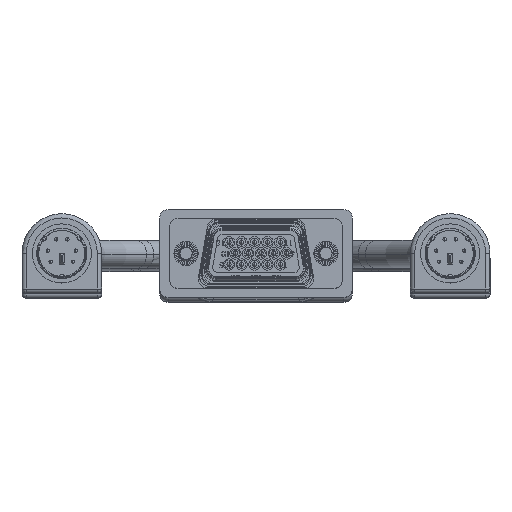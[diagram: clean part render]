
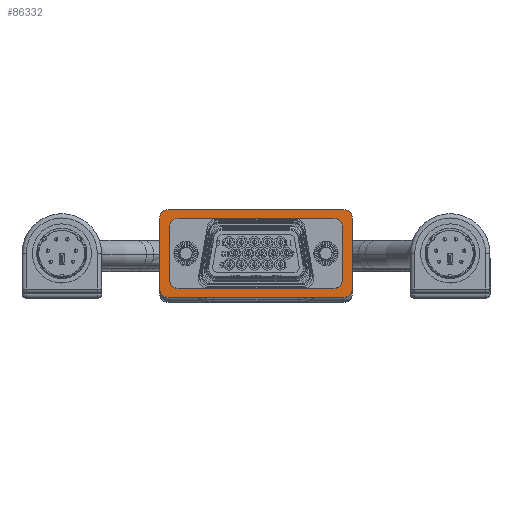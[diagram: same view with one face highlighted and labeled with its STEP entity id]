
A CAD part, top view. The second image highlights one B-rep face of the part: STEP entity #86332.
In plain terms, the highlighted face is planar.
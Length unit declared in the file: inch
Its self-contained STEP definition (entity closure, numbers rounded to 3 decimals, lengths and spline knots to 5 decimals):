
#716 = CARTESIAN_POINT ( 'NONE',  ( -0.6075, 0.188, -0.6975 ) ) ;
#1126 = DIRECTION ( 'NONE',  ( 0., 0., -1. ) ) ;
#2937 = VERTEX_POINT ( 'NONE', #70499 ) ;
#3092 = LINE ( 'NONE', #34049, #68934 ) ;
#4067 = FACE_OUTER_BOUND ( 'NONE', #29132, .T. ) ;
#4541 = EDGE_CURVE ( 'NONE', #64128, #2937, #51317, .T. ) ;
#5235 = VECTOR ( 'NONE', #16417, 39.37008 ) ;
#5369 = DIRECTION ( 'NONE',  ( -1., 0., 0. ) ) ;
#6158 = CARTESIAN_POINT ( 'NONE',  ( -0.5475, 0.248, -0.6975 ) ) ;
#6680 = CARTESIAN_POINT ( 'NONE',  ( 0.6075, 0.188, -0.6975 ) ) ;
#7365 = ORIENTED_EDGE ( 'NONE', *, *, #24293, .T. ) ;
#7435 = DIRECTION ( 'NONE',  ( 0., 1., 0. ) ) ;
#7485 = CARTESIAN_POINT ( 'NONE',  ( -0.6785, -0.2485, -0.6975 ) ) ;
#8410 = CARTESIAN_POINT ( 'NONE',  ( 0.6185, 0.2485, -0.6975 ) ) ;
#8726 = VERTEX_POINT ( 'NONE', #33717 ) ;
#8894 = CIRCLE ( 'NONE', #70186, 0.06 ) ;
#10011 = DIRECTION ( 'NONE',  ( -1., 0., 0. ) ) ;
#10441 = CARTESIAN_POINT ( 'NONE',  ( 0.5475, 0.248, -0.6975 ) ) ;
#10496 = VERTEX_POINT ( 'NONE', #54769 ) ;
#12392 = DIRECTION ( 'NONE',  ( 1., 0., 0. ) ) ;
#12883 = EDGE_CURVE ( 'NONE', #59909, #64128, #79242, .T. ) ;
#13413 = ORIENTED_EDGE ( 'NONE', *, *, #86554, .T. ) ;
#15658 = AXIS2_PLACEMENT_3D ( 'NONE', #32923, #18596, #72313 ) ;
#16417 = DIRECTION ( 'NONE',  ( 0., -1., 0. ) ) ;
#16420 = AXIS2_PLACEMENT_3D ( 'NONE', #78853, #45876, #85550 ) ;
#16529 = CARTESIAN_POINT ( 'NONE',  ( -0.5475, -0.248, -0.6975 ) ) ;
#17588 = DIRECTION ( 'NONE',  ( 1., 0., 0. ) ) ;
#17669 = VECTOR ( 'NONE', #7435, 39.37008 ) ;
#18596 = DIRECTION ( 'NONE',  ( 0., 0., 1. ) ) ;
#22335 = LINE ( 'NONE', #85424, #46434 ) ;
#22363 = VERTEX_POINT ( 'NONE', #41528 ) ;
#22588 = EDGE_CURVE ( 'NONE', #82629, #22363, #55065, .T. ) ;
#22922 = VERTEX_POINT ( 'NONE', #51925 ) ;
#24293 = EDGE_CURVE ( 'NONE', #44223, #62350, #78735, .T. ) ;
#24839 = CARTESIAN_POINT ( 'NONE',  ( 0.5475, 0.248, -0.6975 ) ) ;
#25561 = DIRECTION ( 'NONE',  ( 0., 0., -1. ) ) ;
#25573 = AXIS2_PLACEMENT_3D ( 'NONE', #43932, #50935, #17588 ) ;
#26249 = DIRECTION ( 'NONE',  ( -1., 0., 0. ) ) ;
#26691 = CIRCLE ( 'NONE', #25573, 0.06 ) ;
#28303 = CARTESIAN_POINT ( 'NONE',  ( 0.6785, -0.2485, -0.6975 ) ) ;
#28308 = DIRECTION ( 'NONE',  ( 1., 0., 0. ) ) ;
#28495 = ORIENTED_EDGE ( 'NONE', *, *, #65958, .F. ) ;
#29132 = EDGE_LOOP ( 'NONE', ( #40507, #78641, #34749, #68673, #7365, #85177, #13413, #80646 ) ) ;
#29311 = CARTESIAN_POINT ( 'NONE',  ( -0.6185, -0.3085, -0.6975 ) ) ;
#29360 = CARTESIAN_POINT ( 'NONE',  ( -0.6785, -0.3085, -0.6975 ) ) ;
#31004 = EDGE_CURVE ( 'NONE', #22922, #59909, #76279, .T. ) ;
#31294 = LINE ( 'NONE', #716, #17669 ) ;
#31737 = CARTESIAN_POINT ( 'NONE',  ( 0.5475, 0.188, -0.6975 ) ) ;
#32923 = CARTESIAN_POINT ( 'NONE',  ( -0.6785, 0.3085, -0.6975 ) ) ;
#33717 = CARTESIAN_POINT ( 'NONE',  ( -0.6185, 0.3085, -0.6975 ) ) ;
#33917 = EDGE_CURVE ( 'NONE', #51287, #44223, #8894, .T. ) ;
#34049 = CARTESIAN_POINT ( 'NONE',  ( -0.6785, 0.3085, -0.6975 ) ) ;
#34747 = DIRECTION ( 'NONE',  ( 0., -1., 0. ) ) ;
#34749 = ORIENTED_EDGE ( 'NONE', *, *, #73787, .F. ) ;
#35549 = CIRCLE ( 'NONE', #69246, 0.06 ) ;
#35965 = ORIENTED_EDGE ( 'NONE', *, *, #38423, .F. ) ;
#37943 = PLANE ( 'NONE',  #15658 ) ;
#38423 = EDGE_CURVE ( 'NONE', #2937, #62392, #40402, .T. ) ;
#38653 = ORIENTED_EDGE ( 'NONE', *, *, #22588, .F. ) ;
#39101 = CIRCLE ( 'NONE', #68862, 0.06 ) ;
#39769 = EDGE_CURVE ( 'NONE', #66664, #82629, #22335, .T. ) ;
#39800 = EDGE_CURVE ( 'NONE', #49687, #74742, #39101, .T. ) ;
#40402 = LINE ( 'NONE', #6680, #80091 ) ;
#40507 = ORIENTED_EDGE ( 'NONE', *, *, #41825, .F. ) ;
#41528 = CARTESIAN_POINT ( 'NONE',  ( -0.6075, -0.188, -0.6975 ) ) ;
#41825 = EDGE_CURVE ( 'NONE', #10496, #74742, #62755, .T. ) ;
#41908 = DIRECTION ( 'NONE',  ( 0., 0., -1. ) ) ;
#42301 = CARTESIAN_POINT ( 'NONE',  ( 0.6785, 0.3085, -0.6975 ) ) ;
#43855 = DIRECTION ( 'NONE',  ( 1., 0., 0. ) ) ;
#43932 = CARTESIAN_POINT ( 'NONE',  ( 0.5475, -0.188, -0.6975 ) ) ;
#44223 = VERTEX_POINT ( 'NONE', #83197 ) ;
#45358 = VECTOR ( 'NONE', #34747, 39.37008 ) ;
#45876 = DIRECTION ( 'NONE',  ( 0., 0., -1. ) ) ;
#46030 = DIRECTION ( 'NONE',  ( 1., 0., 0. ) ) ;
#46434 = VECTOR ( 'NONE', #5369, 39.37008 ) ;
#46585 = CARTESIAN_POINT ( 'NONE',  ( -0.6185, -0.2485, -0.6975 ) ) ;
#46676 = CARTESIAN_POINT ( 'NONE',  ( 0.5475, -0.248, -0.6975 ) ) ;
#46703 = CARTESIAN_POINT ( 'NONE',  ( -0.5475, 0.188, -0.6975 ) ) ;
#48040 = FACE_BOUND ( 'NONE', #80377, .T. ) ;
#48323 = DIRECTION ( 'NONE',  ( 1., 0., 0. ) ) ;
#49687 = VERTEX_POINT ( 'NONE', #29311 ) ;
#49872 = ORIENTED_EDGE ( 'NONE', *, *, #58665, .F. ) ;
#50935 = DIRECTION ( 'NONE',  ( 0., 0., -1. ) ) ;
#51287 = VERTEX_POINT ( 'NONE', #54173 ) ;
#51317 = CIRCLE ( 'NONE', #82880, 0.06 ) ;
#51925 = CARTESIAN_POINT ( 'NONE',  ( -0.6075, 0.188, -0.6975 ) ) ;
#54173 = CARTESIAN_POINT ( 'NONE',  ( 0.6185, 0.3085, -0.6975 ) ) ;
#54769 = CARTESIAN_POINT ( 'NONE',  ( -0.6785, 0.2485, -0.6975 ) ) ;
#55065 = CIRCLE ( 'NONE', #16420, 0.06 ) ;
#57479 = ORIENTED_EDGE ( 'NONE', *, *, #39769, .F. ) ;
#58665 = EDGE_CURVE ( 'NONE', #22363, #22922, #31294, .T. ) ;
#59000 = EDGE_CURVE ( 'NONE', #10496, #8726, #84489, .T. ) ;
#59766 = DIRECTION ( 'NONE',  ( 0., 0., -1. ) ) ;
#59909 = VERTEX_POINT ( 'NONE', #6158 ) ;
#61472 = CARTESIAN_POINT ( 'NONE',  ( -0.6185, 0.2485, -0.6975 ) ) ;
#62350 = VERTEX_POINT ( 'NONE', #28303 ) ;
#62392 = VERTEX_POINT ( 'NONE', #81462 ) ;
#62755 = LINE ( 'NONE', #84203, #5235 ) ;
#63602 = VECTOR ( 'NONE', #43855, 39.37008 ) ;
#63632 = ORIENTED_EDGE ( 'NONE', *, *, #31004, .F. ) ;
#64082 = AXIS2_PLACEMENT_3D ( 'NONE', #46703, #79129, #26249 ) ;
#64128 = VERTEX_POINT ( 'NONE', #10441 ) ;
#64703 = LINE ( 'NONE', #29360, #73044 ) ;
#65569 = CARTESIAN_POINT ( 'NONE',  ( 0.6185, -0.2485, -0.6975 ) ) ;
#65958 = EDGE_CURVE ( 'NONE', #62392, #66664, #26691, .T. ) ;
#66664 = VERTEX_POINT ( 'NONE', #46676 ) ;
#67145 = EDGE_CURVE ( 'NONE', #62350, #79885, #35549, .T. ) ;
#67565 = DIRECTION ( 'NONE',  ( -1., 0., 0. ) ) ;
#68673 = ORIENTED_EDGE ( 'NONE', *, *, #33917, .T. ) ;
#68862 = AXIS2_PLACEMENT_3D ( 'NONE', #46585, #59766, #46030 ) ;
#68934 = VECTOR ( 'NONE', #67565, 39.37008 ) ;
#69246 = AXIS2_PLACEMENT_3D ( 'NONE', #65569, #25561, #72262 ) ;
#70186 = AXIS2_PLACEMENT_3D ( 'NONE', #8410, #1126, #28308 ) ;
#70499 = CARTESIAN_POINT ( 'NONE',  ( 0.6075, 0.188, -0.6975 ) ) ;
#72262 = DIRECTION ( 'NONE',  ( 1., 0., 0. ) ) ;
#72313 = DIRECTION ( 'NONE',  ( 1., 0., 0. ) ) ;
#73044 = VECTOR ( 'NONE', #10011, 39.37008 ) ;
#73787 = EDGE_CURVE ( 'NONE', #51287, #8726, #3092, .T. ) ;
#73869 = ORIENTED_EDGE ( 'NONE', *, *, #12883, .F. ) ;
#73906 = DIRECTION ( 'NONE',  ( 0., -1., 0. ) ) ;
#74742 = VERTEX_POINT ( 'NONE', #7485 ) ;
#76173 = CARTESIAN_POINT ( 'NONE',  ( 0.6185, -0.3085, -0.6975 ) ) ;
#76279 = CIRCLE ( 'NONE', #64082, 0.06 ) ;
#78641 = ORIENTED_EDGE ( 'NONE', *, *, #59000, .T. ) ;
#78735 = LINE ( 'NONE', #42301, #45358 ) ;
#78853 = CARTESIAN_POINT ( 'NONE',  ( -0.5475, -0.188, -0.6975 ) ) ;
#79129 = DIRECTION ( 'NONE',  ( 0., 0., -1. ) ) ;
#79242 = LINE ( 'NONE', #24839, #63602 ) ;
#79705 = AXIS2_PLACEMENT_3D ( 'NONE', #61472, #41908, #48323 ) ;
#79885 = VERTEX_POINT ( 'NONE', #76173 ) ;
#79910 = ORIENTED_EDGE ( 'NONE', *, *, #4541, .F. ) ;
#80091 = VECTOR ( 'NONE', #73906, 39.37008 ) ;
#80377 = EDGE_LOOP ( 'NONE', ( #35965, #79910, #73869, #63632, #49872, #38653, #57479, #28495 ) ) ;
#80646 = ORIENTED_EDGE ( 'NONE', *, *, #39800, .T. ) ;
#81462 = CARTESIAN_POINT ( 'NONE',  ( 0.6075, -0.188, -0.6975 ) ) ;
#82629 = VERTEX_POINT ( 'NONE', #16529 ) ;
#82880 = AXIS2_PLACEMENT_3D ( 'NONE', #31737, #85149, #12392 ) ;
#83197 = CARTESIAN_POINT ( 'NONE',  ( 0.6785, 0.2485, -0.6975 ) ) ;
#84203 = CARTESIAN_POINT ( 'NONE',  ( -0.6785, 0.3085, -0.6975 ) ) ;
#84489 = CIRCLE ( 'NONE', #79705, 0.06 ) ;
#85149 = DIRECTION ( 'NONE',  ( 0., 0., -1. ) ) ;
#85177 = ORIENTED_EDGE ( 'NONE', *, *, #67145, .T. ) ;
#85424 = CARTESIAN_POINT ( 'NONE',  ( 0.5475, -0.248, -0.6975 ) ) ;
#85550 = DIRECTION ( 'NONE',  ( 1., 0., 0. ) ) ;
#86332 = ADVANCED_FACE ( 'NONE', ( #48040, #4067 ), #37943, .F. ) ;
#86554 = EDGE_CURVE ( 'NONE', #79885, #49687, #64703, .T. ) ;
